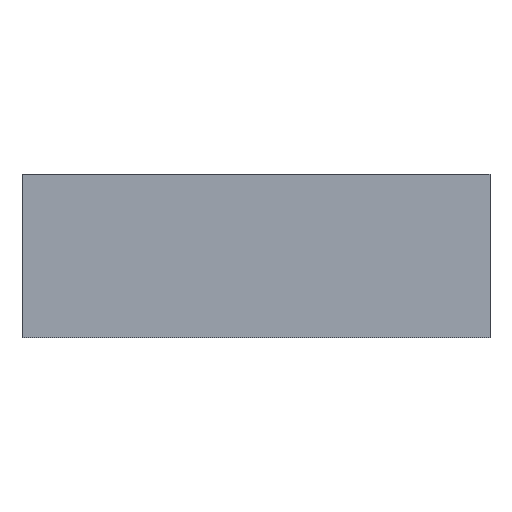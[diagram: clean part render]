
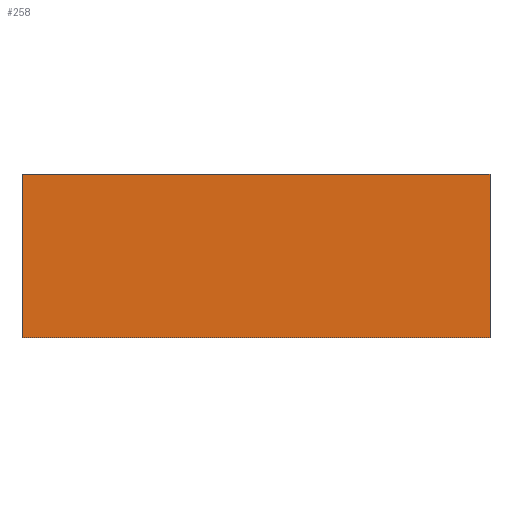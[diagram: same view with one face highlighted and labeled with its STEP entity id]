
A CAD part, top view. The second image highlights one B-rep face of the part: STEP entity #258.
In plain terms, the highlighted planar face has unit normal (0, 0, 1).
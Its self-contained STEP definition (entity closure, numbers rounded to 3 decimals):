
#238=AXIS2_PLACEMENT_3D('Plane Axis2P3D',#235,#236,#237) ;
#180=CARTESIAN_POINT('Vertex',(25.8,0.,7.2)) ;
#183=CARTESIAN_POINT('Line Origine',(12.9,0.,7.2)) ;
#187=CARTESIAN_POINT('Vertex',(0.,0.,7.2)) ;
#215=CARTESIAN_POINT('Line Origine',(0.,4.5,7.2)) ;
#219=CARTESIAN_POINT('Vertex',(0.,9.,7.2)) ;
#235=CARTESIAN_POINT('Axis2P3D Location',(12.9,4.5,7.2)) ;
#240=CARTESIAN_POINT('Line Origine',(25.8,4.5,7.2)) ;
#244=CARTESIAN_POINT('Vertex',(25.8,9.,7.2)) ;
#247=CARTESIAN_POINT('Line Origine',(12.9,9.,7.2)) ;
#184=DIRECTION('Vector Direction',(1.,0.,0.)) ;
#216=DIRECTION('Vector Direction',(0.,1.,0.)) ;
#236=DIRECTION('Axis2P3D Direction',(0.,0.,1.)) ;
#237=DIRECTION('Axis2P3D XDirection',(0.,1.,0.)) ;
#241=DIRECTION('Vector Direction',(0.,-1.,0.)) ;
#248=DIRECTION('Vector Direction',(-1.,0.,0.)) ;
#185=VECTOR('Line Direction',#184,1.) ;
#217=VECTOR('Line Direction',#216,1.) ;
#242=VECTOR('Line Direction',#241,1.) ;
#249=VECTOR('Line Direction',#248,1.) ;
#253=ORIENTED_EDGE('',*,*,#189,.T.) ;
#254=ORIENTED_EDGE('',*,*,#246,.T.) ;
#255=ORIENTED_EDGE('',*,*,#251,.T.) ;
#256=ORIENTED_EDGE('',*,*,#221,.T.) ;
#258=ADVANCED_FACE('S3D-gedreht',(#257),#239,.T.) ;
#189=EDGE_CURVE('',#188,#181,#186,.T.) ;
#221=EDGE_CURVE('',#220,#188,#218,.F.) ;
#246=EDGE_CURVE('',#181,#245,#243,.F.) ;
#251=EDGE_CURVE('',#245,#220,#250,.T.) ;
#252=EDGE_LOOP('',(#253,#254,#255,#256)) ;
#257=FACE_OUTER_BOUND('',#252,.T.) ;
#186=LINE('Line',#183,#185) ;
#218=LINE('Line',#215,#217) ;
#243=LINE('Line',#240,#242) ;
#250=LINE('Line',#247,#249) ;
#239=PLANE('',#238) ;
#181=VERTEX_POINT('',#180) ;
#188=VERTEX_POINT('',#187) ;
#220=VERTEX_POINT('',#219) ;
#245=VERTEX_POINT('',#244) ;
